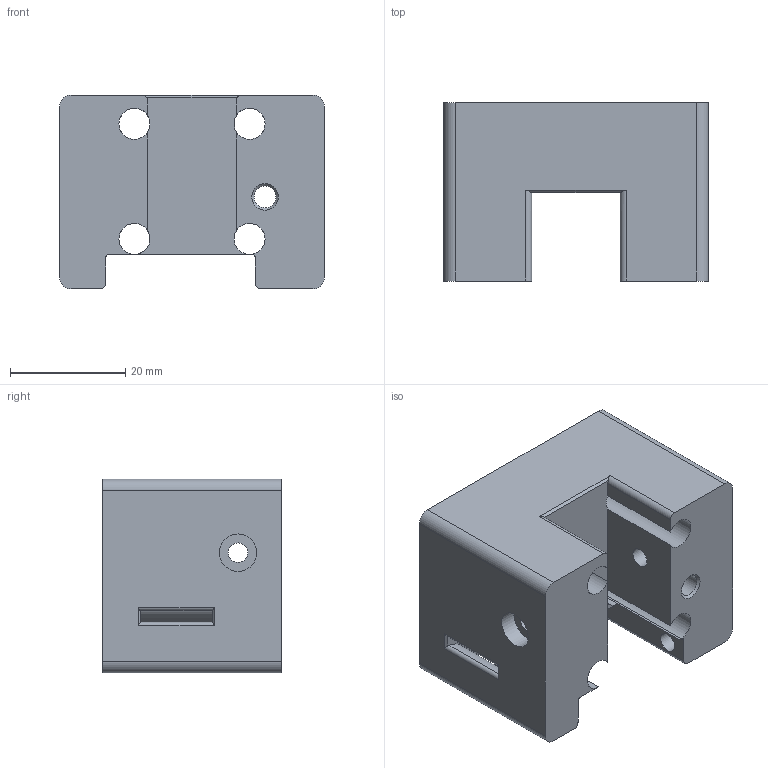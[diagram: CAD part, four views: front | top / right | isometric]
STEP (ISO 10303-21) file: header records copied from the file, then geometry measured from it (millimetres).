
FILE_DESCRIPTION(/* description */ (''),/* implementation_level */ '2;1');
FILE_NAME(/* name */ 'A-X_Carriage_Block_1515_2-B.stp',/* time_stamp */ '2020-10-15T14:14:48-07:00',/* author */ (''),/* organization */ (''),/* preprocessor_version */ 'ST-DEVELOPER v18.1',/* originating_system */ 'Autodesk Translation Framework v9.3.0.1241',/* authorisation */ '');
FILE_SCHEMA (('AUTOMOTIVE_DESIGN { 1 0 10303 214 3 1 1 }'));
Length unit declared in the file: millimetre
Products named in the file (1): Block-F
Bounding box: 46 x 31 x 33.7 mm (x, y, z)
Volume: 31098.3 mm3; surface area: 11485 mm2
Topology: 1 solids, 1 shells, 114 faces, 332 edges, 211 vertices
Faces by surface type: cylinder 60, plane 42, torus 6, cone 4, bspline 2
Full cylindrical faces by diameter (mm): 3.4 x6, 3.8 x1, 4 x1, 5.4 x3, 6.2 x1, 6.5 x2
Entity records: 3933 total; most frequent: CARTESIAN_POINT 755, DIRECTION 696, ORIENTED_EDGE 652, EDGE_CURVE 326, AXIS2_PLACEMENT_3D 261, VERTEX_POINT 209, LINE 174, VECTOR 174
